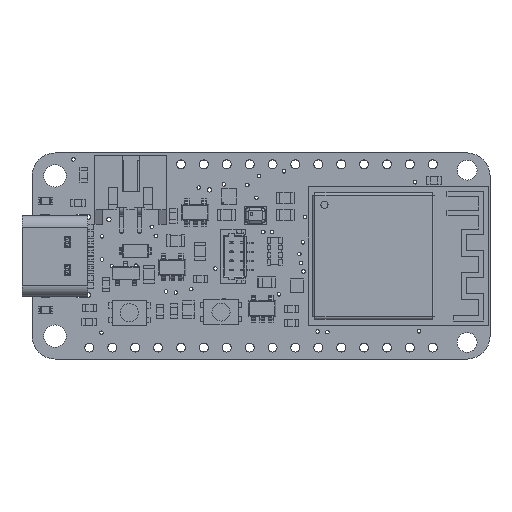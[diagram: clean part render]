
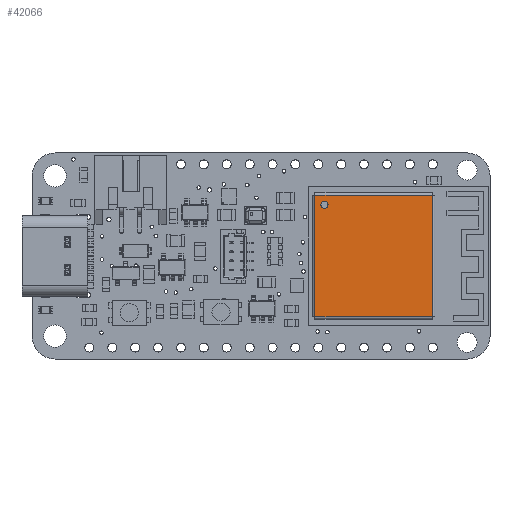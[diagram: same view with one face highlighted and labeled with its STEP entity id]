
A CAD part, top view. The second image highlights one B-rep face of the part: STEP entity #42066.
In plain terms, the highlighted planar face has unit normal (0, 0, 1).
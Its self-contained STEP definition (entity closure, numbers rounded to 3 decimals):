
#688=FACE_BOUND('',#5572,.T.);
#1383=CIRCLE('',#45326,0.4);
#2940=FACE_OUTER_BOUND('',#5571,.T.);
#5571=EDGE_LOOP('',(#31797,#31798,#31799,#31800));
#5572=EDGE_LOOP('',(#31801));
#8995=LINE('',#63745,#13987);
#8997=LINE('',#63753,#13989);
#8999=LINE('',#63761,#13991);
#9001=LINE('',#63768,#13993);
#13987=VECTOR('',#52066,13.05);
#13989=VECTOR('',#52074,13.5);
#13991=VECTOR('',#52082,13.5);
#13993=VECTOR('',#52090,13.05);
#18690=VERTEX_POINT('',#63680);
#18712=VERTEX_POINT('',#63742);
#18713=VERTEX_POINT('',#63744);
#18716=VERTEX_POINT('',#63752);
#18719=VERTEX_POINT('',#63759);
#23388=EDGE_CURVE('',#18690,#18690,#1383,.T.);
#23418=EDGE_CURVE('',#18713,#18712,#8995,.T.);
#23422=EDGE_CURVE('',#18716,#18713,#8997,.T.);
#23426=EDGE_CURVE('',#18712,#18719,#8999,.T.);
#23430=EDGE_CURVE('',#18719,#18716,#9001,.T.);
#31797=ORIENTED_EDGE('',*,*,#23422,.T.);
#31798=ORIENTED_EDGE('',*,*,#23418,.T.);
#31799=ORIENTED_EDGE('',*,*,#23426,.T.);
#31800=ORIENTED_EDGE('',*,*,#23430,.T.);
#31801=ORIENTED_EDGE('',*,*,#23388,.F.);
#38949=PLANE('',#45359);
#42066=ADVANCED_FACE('',(#2940,#688),#38949,.F.);
#45326=AXIS2_PLACEMENT_3D('',#63682,#52006,#52007);
#45359=AXIS2_PLACEMENT_3D('',#63790,#52109,#52110);
#52006=DIRECTION('center_axis',(0.,0.,1.));
#52007=DIRECTION('ref_axis',(0.,-1.,0.));
#52066=DIRECTION('',(0.,-1.,0.));
#52074=DIRECTION('',(-1.,0.,0.));
#52082=DIRECTION('',(1.,0.,0.));
#52090=DIRECTION('',(0.,1.,0.));
#52109=DIRECTION('center_axis',(0.,0.,-1.));
#52110=DIRECTION('ref_axis',(0.,1.,0.));
#63680=CARTESIAN_POINT('',(-5.685,-7.812,2.55));
#63682=CARTESIAN_POINT('Origin',(-5.685,-8.212,2.55));
#63742=CARTESIAN_POINT('',(-6.735,-9.262,2.55));
#63744=CARTESIAN_POINT('',(-6.735,3.788,2.55));
#63745=CARTESIAN_POINT('',(-6.735,3.788,2.55));
#63752=CARTESIAN_POINT('',(6.765,3.788,2.55));
#63753=CARTESIAN_POINT('',(6.765,3.788,2.55));
#63759=CARTESIAN_POINT('',(6.765,-9.262,2.55));
#63761=CARTESIAN_POINT('',(-6.735,-9.262,2.55));
#63768=CARTESIAN_POINT('',(6.765,-9.262,2.55));
#63790=CARTESIAN_POINT('Origin',(0.015,-0.012,
2.55));
